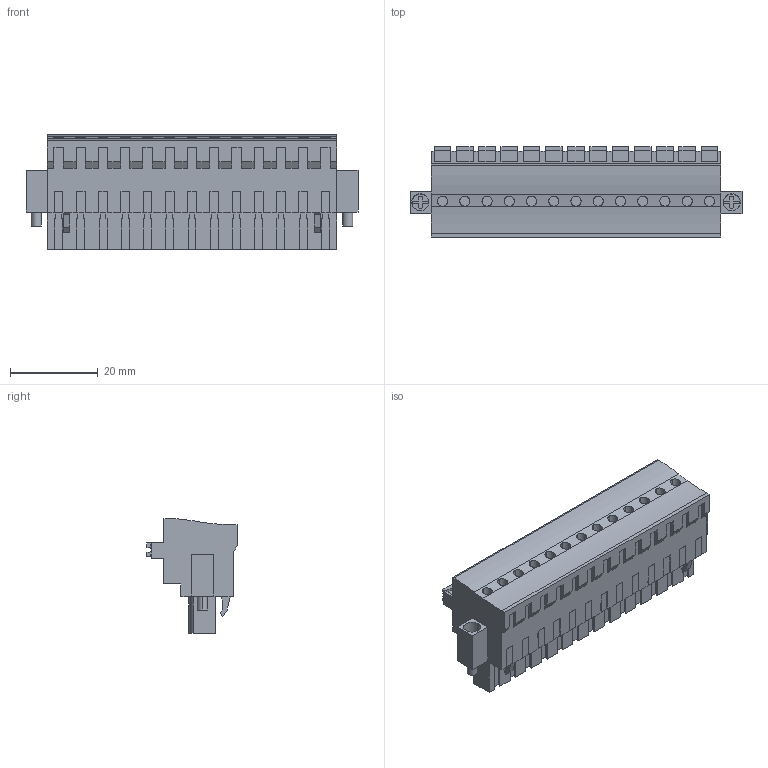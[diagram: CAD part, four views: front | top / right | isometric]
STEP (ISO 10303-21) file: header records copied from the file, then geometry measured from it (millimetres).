
FILE_DESCRIPTION(('CATIA V5 STEP Exchange','CAx-IF Rec.Pracs.--- Model Styling and Organization---1.2---2011-12-15'),'2;1');
FILE_NAME ('D1461183_0_1983000000_1983000000.stp','2017-10-30T15:24:03+00:00',('none'),('Weidmueller'),'CATIA Version 5-6 Release 2014','CATIA V5 STEP AP214','none');
FILE_SCHEMA(('AUTOMOTIVE_DESIGN { 1 0 10303 214 1 1 1 1 }'));
Length unit declared in the file: millimetre
Products named in the file (1): 1983000000
Bounding box: 75.84 x 20.64 x 26.24 mm (x, y, z)
Volume: 19906.8 mm3; surface area: 10168.9 mm2
Topology: 16 solids, 16 shells, 956 faces, 2646 edges, 1782 vertices
Faces by surface type: plane 803, cylinder 153
Entity records: 27677 total; most frequent: ORIENTED_EDGE 5292, CARTESIAN_POINT 5107, DIRECTION 3560, EDGE_CURVE 2646, VECTOR 2332, LINE 2332, VERTEX_POINT 1782, EDGE_LOOP 1020
